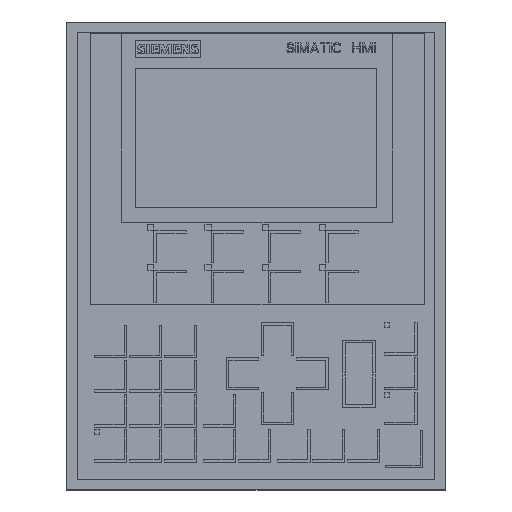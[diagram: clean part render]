
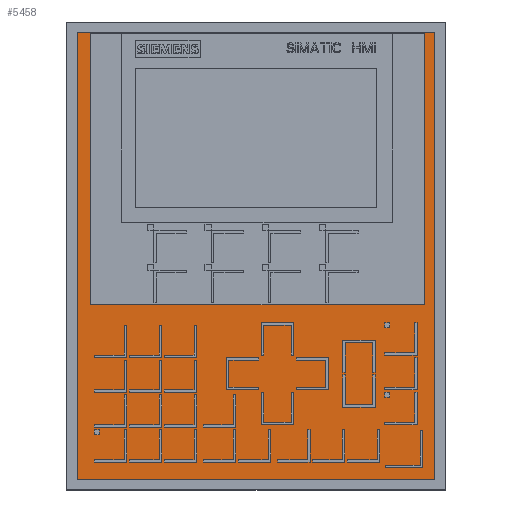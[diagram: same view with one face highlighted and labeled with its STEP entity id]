
A CAD part, top view. The second image highlights one B-rep face of the part: STEP entity #5458.
In plain terms, the highlighted planar face has unit normal (0, 0, 1).
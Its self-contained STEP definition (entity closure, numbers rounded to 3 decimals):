
#1329=FACE_BOUND('',#13057,.T.);
#1330=FACE_BOUND('',#13058,.T.);
#5458=ADVANCED_FACE('',(#1329,#1330),#8019,.F.);
#8019=PLANE('',#51529);
#13057=EDGE_LOOP('',(#19686,#19687,#19688,#19689));
#13058=EDGE_LOOP('',(#19690,#19691,#19692,#19693));
#19686=ORIENTED_EDGE('',*,*,#34598,.F.);
#19687=ORIENTED_EDGE('',*,*,#34599,.F.);
#19688=ORIENTED_EDGE('',*,*,#34600,.F.);
#19689=ORIENTED_EDGE('',*,*,#34601,.F.);
#19690=ORIENTED_EDGE('',*,*,#34591,.F.);
#19691=ORIENTED_EDGE('',*,*,#34597,.F.);
#19692=ORIENTED_EDGE('',*,*,#34595,.F.);
#19693=ORIENTED_EDGE('',*,*,#34593,.F.);
#29476=VERTEX_POINT('',#69675);
#29477=VERTEX_POINT('',#69677);
#29478=VERTEX_POINT('',#69681);
#29479=VERTEX_POINT('',#69685);
#29480=VERTEX_POINT('',#69691);
#29481=VERTEX_POINT('',#69692);
#29482=VERTEX_POINT('',#69694);
#29483=VERTEX_POINT('',#69696);
#34591=EDGE_CURVE('',#29476,#29477,#40783,.T.);
#34593=EDGE_CURVE('',#29477,#29478,#40785,.T.);
#34595=EDGE_CURVE('',#29478,#29479,#40787,.T.);
#34597=EDGE_CURVE('',#29479,#29476,#40789,.T.);
#34598=EDGE_CURVE('',#29480,#29481,#40790,.T.);
#34599=EDGE_CURVE('',#29482,#29480,#40791,.T.);
#34600=EDGE_CURVE('',#29483,#29482,#40792,.T.);
#34601=EDGE_CURVE('',#29481,#29483,#40793,.T.);
#40783=LINE('',#69676,#46475);
#40785=LINE('',#69680,#46477);
#40787=LINE('',#69684,#46479);
#40789=LINE('',#69688,#46481);
#40790=LINE('',#69690,#46482);
#40791=LINE('',#69693,#46483);
#40792=LINE('',#69695,#46484);
#40793=LINE('',#69697,#46485);
#46475=VECTOR('',#57647,1.);
#46477=VECTOR('',#57651,1.);
#46479=VECTOR('',#57655,1.);
#46481=VECTOR('',#57659,1.);
#46482=VECTOR('',#57662,1.);
#46483=VECTOR('',#57663,1.);
#46484=VECTOR('',#57664,1.);
#46485=VECTOR('',#57665,1.);
#51529=AXIS2_PLACEMENT_3D('',#69698,#57666,#57667);
#57647=DIRECTION('',(0.,1.,0.));
#57651=DIRECTION('',(1.,0.,0.));
#57655=DIRECTION('',(0.,-1.,0.));
#57659=DIRECTION('',(-1.,0.,0.));
#57662=DIRECTION('',(1.,0.,0.));
#57663=DIRECTION('',(0.,-1.,0.));
#57664=DIRECTION('',(-1.,0.,0.));
#57665=DIRECTION('',(0.,1.,0.));
#57666=DIRECTION('',(0.,0.,-1.));
#57667=DIRECTION('',(-1.,0.,0.));
#69675=CARTESIAN_POINT('',(-71.8,-53.15,0.7));
#69676=CARTESIAN_POINT('',(-71.8,-53.15,0.7));
#69677=CARTESIAN_POINT('',(-71.8,126.45,0.7));
#69680=CARTESIAN_POINT('',(-71.8,126.45,0.7));
#69681=CARTESIAN_POINT('',(71.8,126.45,0.7));
#69684=CARTESIAN_POINT('',(71.8,126.45,0.7));
#69685=CARTESIAN_POINT('',(71.8,-53.15,0.7));
#69688=CARTESIAN_POINT('',(71.8,-53.15,0.7));
#69690=CARTESIAN_POINT('',(-67.6,-52.75,0.7));
#69691=CARTESIAN_POINT('',(-67.6,-52.75,0.7));
#69692=CARTESIAN_POINT('',(66.4,-52.75,0.7));
#69693=CARTESIAN_POINT('',(-67.6,56.226,0.7));
#69694=CARTESIAN_POINT('',(-67.6,56.226,0.7));
#69695=CARTESIAN_POINT('',(66.4,56.226,0.7));
#69696=CARTESIAN_POINT('',(66.4,56.226,0.7));
#69697=CARTESIAN_POINT('',(66.4,-52.75,0.7));
#69698=CARTESIAN_POINT('',(-71.8,126.45,0.7));
